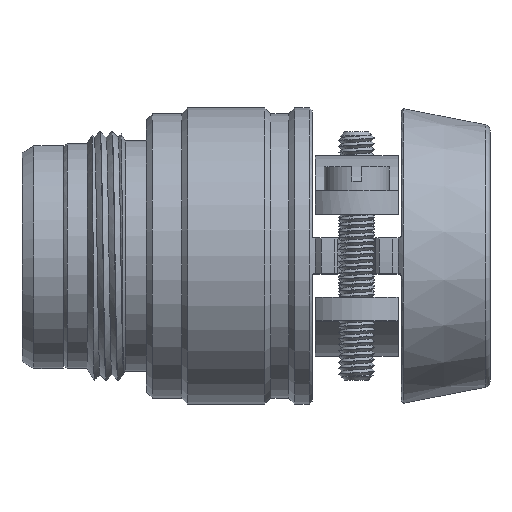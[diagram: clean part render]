
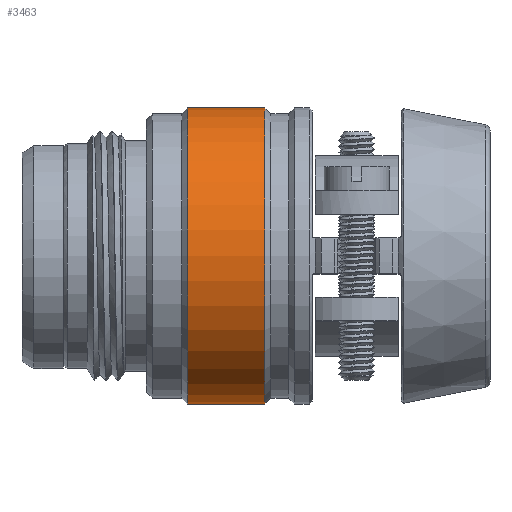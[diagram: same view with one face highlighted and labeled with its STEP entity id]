
A CAD part, top view. The second image highlights one B-rep face of the part: STEP entity #3463.
In plain terms, the highlighted cylindrical face has radius 12.5 mm (diameter 25 mm), a partial arc.
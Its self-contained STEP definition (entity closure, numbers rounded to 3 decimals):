
#773=CARTESIAN_POINT('',(17.,12.5,-13.703));
#774=DIRECTION('',(1.,0.,0.));
#775=DIRECTION('',(0.,1.,0.));
#776=AXIS2_PLACEMENT_3D('',#773,#774,#775);
#778=DIRECTION('',(-1.,0.,0.));
#779=VECTOR('',#778,6.5);
#780=CARTESIAN_POINT('',(17.,25.,-13.703));
#781=LINE('566',#780,#779);
#782=DIRECTION('',(-1.,0.,0.));
#783=VECTOR('',#782,6.5);
#784=CARTESIAN_POINT('',(17.,0.,-13.703));
#785=LINE('575',#784,#783);
#804=CARTESIAN_POINT('',(10.5,12.5,-13.703));
#805=DIRECTION('',(1.,0.,0.));
#806=DIRECTION('',(0.,1.,0.));
#807=AXIS2_PLACEMENT_3D('',#804,#805,#806);
#2245=CARTESIAN_POINT('',(17.,25.,-13.703));
#2246=VERTEX_POINT('',#2245);
#2247=CARTESIAN_POINT('',(10.5,25.,-13.703));
#2248=VERTEX_POINT('',#2247);
#2267=CARTESIAN_POINT('',(17.,0.,-13.703));
#2268=VERTEX_POINT('',#2267);
#2269=CARTESIAN_POINT('',(10.5,0.,-13.703));
#2270=VERTEX_POINT('',#2269);
#3449=CARTESIAN_POINT('',(-1.8,12.5,-13.703));
#3450=DIRECTION('',(1.,0.,0.));
#3451=DIRECTION('',(0.,-1.,0.));
#3452=AXIS2_PLACEMENT_3D('',#3449,#3450,#3451);
#3453=CYLINDRICAL_SURFACE('256',#3452,12.5);
#3455=ORIENTED_EDGE('566',*,*,#3454,.F.);
#3456=ORIENTED_EDGE('586',*,*,#3444,.T.);
#3458=ORIENTED_EDGE('575',*,*,#3457,.T.);
#3460=ORIENTED_EDGE('587',*,*,#3459,.F.);
#3461=EDGE_LOOP('256',(#3455,#3456,#3458,#3460));
#3462=FACE_OUTER_BOUND('256',#3461,.F.);
#777=CIRCLE('586',#776,12.5);
#808=CIRCLE('587',#807,12.5);
#3444=EDGE_CURVE('586',#2246,#2268,#777,.T.);
#3454=EDGE_CURVE('566',#2246,#2248,#781,.T.);
#3457=EDGE_CURVE('575',#2268,#2270,#785,.T.);
#3459=EDGE_CURVE('587',#2248,#2270,#808,.T.);
#3463=ADVANCED_FACE('256',(#3462),#3453,.T.);
